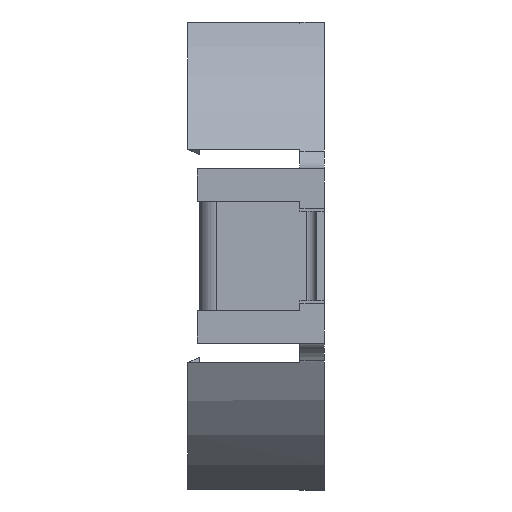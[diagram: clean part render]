
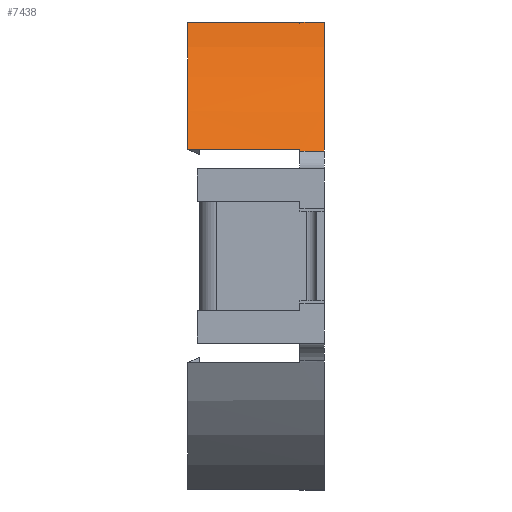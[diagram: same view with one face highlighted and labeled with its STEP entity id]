
A CAD part, left-side view. The second image highlights one B-rep face of the part: STEP entity #7438.
In plain terms, the highlighted cylindrical face has radius 13.85 mm (diameter 27.7 mm), a partial arc.
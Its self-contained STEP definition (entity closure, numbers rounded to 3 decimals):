
#260 = CIRCLE ( 'NONE', #3966, 13.85 ) ;
#733 = CARTESIAN_POINT ( 'NONE',  ( -6.941, 22.327, 11.985 ) ) ;
#767 = DIRECTION ( 'NONE',  ( 0., 0., 1. ) ) ;
#857 = DIRECTION ( 'NONE',  ( 0., 0., -1. ) ) ;
#978 = CARTESIAN_POINT ( 'NONE',  ( -12.763, 1.25, 5.378 ) ) ;
#1345 = FACE_OUTER_BOUND ( 'NONE', #5957, .T. ) ;
#1403 = CARTESIAN_POINT ( 'NONE',  ( -6.941, 1.25, 11.985 ) ) ;
#1417 = LINE ( 'NONE', #733, #4988 ) ;
#1445 = EDGE_CURVE ( 'NONE', #4072, #6091, #1540, .T. ) ;
#1487 = LINE ( 'NONE', #4405, #5238 ) ;
#1500 = VERTEX_POINT ( 'NONE', #2557 ) ;
#1540 = CIRCLE ( 'NONE', #7523, 13.85 ) ;
#1574 = VERTEX_POINT ( 'NONE', #1403 ) ;
#1641 = EDGE_CURVE ( 'NONE', #4072, #1500, #1487, .T. ) ;
#1732 = ORIENTED_EDGE ( 'NONE', *, *, #1445, .F. ) ;
#2151 = VECTOR ( 'NONE', #6864, 1000. ) ;
#2379 = DIRECTION ( 'NONE',  ( 0., 0., 1. ) ) ;
#2411 = AXIS2_PLACEMENT_3D ( 'NONE', #7327, #6693, #2379 ) ;
#2557 = CARTESIAN_POINT ( 'NONE',  ( -12.763, 0., 5.378 ) ) ;
#2665 = CARTESIAN_POINT ( 'NONE',  ( -6.941, 7., 11.985 ) ) ;
#2705 = EDGE_CURVE ( 'NONE', #7053, #1574, #1417, .T. ) ;
#3001 = EDGE_CURVE ( 'NONE', #3499, #7053, #260, .T. ) ;
#3221 = ORIENTED_EDGE ( 'NONE', *, *, #3001, .F. ) ;
#3223 = CARTESIAN_POINT ( 'NONE',  ( 0., 1.25, 0. ) ) ;
#3499 = VERTEX_POINT ( 'NONE', #4541 ) ;
#3534 = DIRECTION ( 'NONE',  ( 0., 0., 1. ) ) ;
#3698 = ORIENTED_EDGE ( 'NONE', *, *, #1641, .T. ) ;
#3823 = CIRCLE ( 'NONE', #2411, 13.85 ) ;
#3836 = DIRECTION ( 'NONE',  ( 0., -1., 0. ) ) ;
#3944 = VECTOR ( 'NONE', #3836, 1000. ) ;
#3966 = AXIS2_PLACEMENT_3D ( 'NONE', #6687, #6570, #3534 ) ;
#4072 = VERTEX_POINT ( 'NONE', #978 ) ;
#4159 = CARTESIAN_POINT ( 'NONE',  ( -6.941, 0., 11.985 ) ) ;
#4344 = CARTESIAN_POINT ( 'NONE',  ( -12.728, 1.25, 5.46 ) ) ;
#4405 = CARTESIAN_POINT ( 'NONE',  ( -12.763, 1.25, 5.378 ) ) ;
#4430 = LINE ( 'NONE', #4472, #2151 ) ;
#4472 = CARTESIAN_POINT ( 'NONE',  ( -6.941, 1.25, 11.985 ) ) ;
#4541 = CARTESIAN_POINT ( 'NONE',  ( -12.728, 7., 5.46 ) ) ;
#4988 = VECTOR ( 'NONE', #5537, 1000. ) ;
#5238 = VECTOR ( 'NONE', #7472, 1000. ) ;
#5323 = ORIENTED_EDGE ( 'NONE', *, *, #7670, .T. ) ;
#5532 = CARTESIAN_POINT ( 'NONE',  ( 0., 1.25, 0. ) ) ;
#5537 = DIRECTION ( 'NONE',  ( 0., -1., 0. ) ) ;
#5601 = AXIS2_PLACEMENT_3D ( 'NONE', #3223, #7528, #857 ) ;
#5645 = DIRECTION ( 'NONE',  ( 0., 1., 0. ) ) ;
#5701 = ORIENTED_EDGE ( 'NONE', *, *, #7100, .F. ) ;
#5707 = LINE ( 'NONE', #6906, #3944 ) ;
#5957 = EDGE_LOOP ( 'NONE', ( #5323, #5701, #7326, #3221, #7867, #1732, #3698 ) ) ;
#6091 = VERTEX_POINT ( 'NONE', #4344 ) ;
#6570 = DIRECTION ( 'NONE',  ( 0., 1., 0. ) ) ;
#6687 = CARTESIAN_POINT ( 'NONE',  ( 0., 7., 0. ) ) ;
#6693 = DIRECTION ( 'NONE',  ( 0., 1., 0. ) ) ;
#6864 = DIRECTION ( 'NONE',  ( 0., -1., 0. ) ) ;
#6906 = CARTESIAN_POINT ( 'NONE',  ( -12.728, 22.327, 5.46 ) ) ;
#6962 = EDGE_CURVE ( 'NONE', #3499, #6091, #5707, .T. ) ;
#7053 = VERTEX_POINT ( 'NONE', #2665 ) ;
#7100 = EDGE_CURVE ( 'NONE', #1574, #7209, #4430, .T. ) ;
#7209 = VERTEX_POINT ( 'NONE', #4159 ) ;
#7326 = ORIENTED_EDGE ( 'NONE', *, *, #2705, .F. ) ;
#7327 = CARTESIAN_POINT ( 'NONE',  ( 0., 0., 0. ) ) ;
#7438 = ADVANCED_FACE ( 'NONE', ( #1345 ), #7572, .T. ) ;
#7472 = DIRECTION ( 'NONE',  ( 0., -1., 0. ) ) ;
#7523 = AXIS2_PLACEMENT_3D ( 'NONE', #5532, #5645, #767 ) ;
#7528 = DIRECTION ( 'NONE',  ( 0., -1., 0. ) ) ;
#7572 = CYLINDRICAL_SURFACE ( 'NONE', #5601, 13.85 ) ;
#7670 = EDGE_CURVE ( 'NONE', #1500, #7209, #3823, .T. ) ;
#7867 = ORIENTED_EDGE ( 'NONE', *, *, #6962, .T. ) ;
